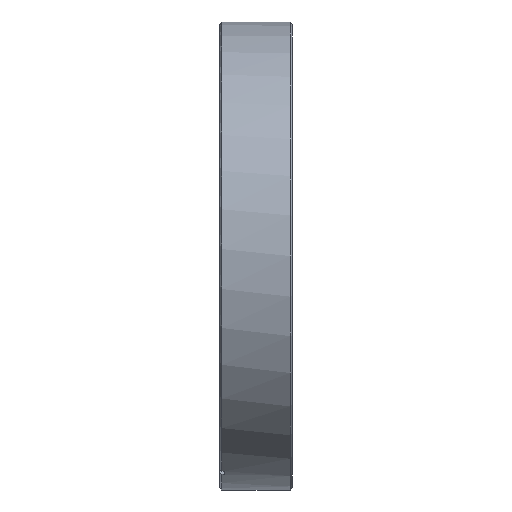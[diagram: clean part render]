
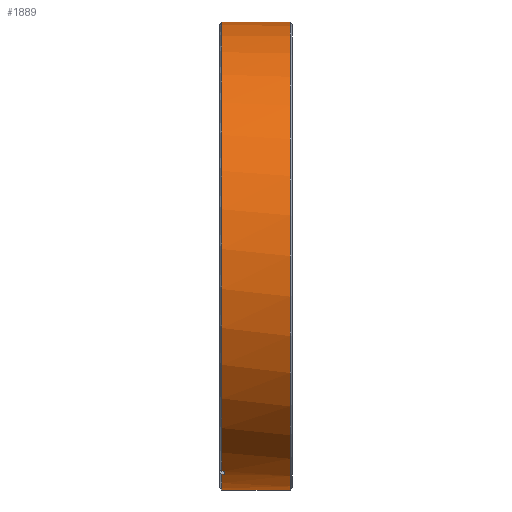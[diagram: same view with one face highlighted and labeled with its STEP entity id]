
A CAD part, left-side view. The second image highlights one B-rep face of the part: STEP entity #1889.
In plain terms, the highlighted cylindrical face has radius 56.75 mm (diameter 113.5 mm), a partial arc.
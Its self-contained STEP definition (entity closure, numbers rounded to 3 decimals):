
#56 = CARTESIAN_POINT ( 'NONE',  ( 0., -17., -56.75 ) ) ;
#75 = CARTESIAN_POINT ( 'NONE',  ( 0., -17., 56.75 ) ) ;
#151 = CARTESIAN_POINT ( 'NONE',  ( 0., -0.5, -56.75 ) ) ;
#385 = DIRECTION ( 'NONE',  ( 0., -1., 0. ) ) ;
#391 = DIRECTION ( 'NONE',  ( 0., 0., -1. ) ) ;
#415 = CARTESIAN_POINT ( 'NONE',  ( 0., -0.5, 0. ) ) ;
#416 = AXIS2_PLACEMENT_3D ( 'NONE', #415, #385, #391 ) ;
#417 = CIRCLE ( 'NONE', #416, 56.75 ) ;
#560 = CARTESIAN_POINT ( 'NONE',  ( -20.324, -0.5, -52.986 ) ) ;
#729 = VECTOR ( 'NONE', #743, 1000. ) ;
#739 = CARTESIAN_POINT ( 'NONE',  ( 0., -24.574, 56.75 ) ) ;
#742 = LINE ( 'NONE', #739, #729 ) ;
#743 = DIRECTION ( 'NONE',  ( 0., -1., 0. ) ) ;
#764 = CARTESIAN_POINT ( 'NONE',  ( -22.178, -1., -52.237 ) ) ;
#851 = CARTESIAN_POINT ( 'NONE',  ( -20.324, -24.574, -52.986 ) ) ;
#852 = LINE ( 'NONE', #851, #857 ) ;
#857 = VECTOR ( 'NONE', #861, 1000. ) ;
#859 = CARTESIAN_POINT ( 'NONE',  ( 0., -17., 0. ) ) ;
#860 = CIRCLE ( 'NONE', #864, 56.75 ) ;
#861 = DIRECTION ( 'NONE',  ( 0., 1., 0. ) ) ;
#862 = DIRECTION ( 'NONE',  ( 0., 0., 1. ) ) ;
#863 = DIRECTION ( 'NONE',  ( 0., 1., 0. ) ) ;
#864 = AXIS2_PLACEMENT_3D ( 'NONE', #859, #863, #862 ) ;
#889 = CARTESIAN_POINT ( 'NONE',  ( -20.324, -1., -52.986 ) ) ;
#1077 = DIRECTION ( 'NONE',  ( 0., 1., 0. ) ) ;
#1079 = CARTESIAN_POINT ( 'NONE',  ( -22.178, -24.574, -52.237 ) ) ;
#1081 = CIRCLE ( 'NONE', #1108, 56.75 ) ;
#1085 = DIRECTION ( 'NONE',  ( 0., 0., 1. ) ) ;
#1086 = VECTOR ( 'NONE', #1087, 1000. ) ;
#1087 = DIRECTION ( 'NONE',  ( 0., -1., 0. ) ) ;
#1089 = CARTESIAN_POINT ( 'NONE',  ( 0., -1., 0. ) ) ;
#1107 = LINE ( 'NONE', #1079, #1086 ) ;
#1108 = AXIS2_PLACEMENT_3D ( 'NONE', #1089, #1077, #1085 ) ;
#1224 = CYLINDRICAL_SURFACE ( 'NONE', #1258, 56.75 ) ;
#1257 = CARTESIAN_POINT ( 'NONE',  ( 0., -0.5, 56.75 ) ) ;
#1258 = AXIS2_PLACEMENT_3D ( 'NONE', #1284, #1275, #1274 ) ;
#1274 = DIRECTION ( 'NONE',  ( 0., 0., -1. ) ) ;
#1275 = DIRECTION ( 'NONE',  ( 0., -1., 0. ) ) ;
#1284 = CARTESIAN_POINT ( 'NONE',  ( 0., -24.574, 0. ) ) ;
#1343 = FACE_OUTER_BOUND ( 'NONE', #1877, .T. ) ;
#1367 = CARTESIAN_POINT ( 'NONE',  ( -22.178, -0.5, -52.237 ) ) ;
#1379 = AXIS2_PLACEMENT_3D ( 'NONE', #1382, #1381, #1384 ) ;
#1381 = DIRECTION ( 'NONE',  ( 0., -1., 0. ) ) ;
#1382 = CARTESIAN_POINT ( 'NONE',  ( 0., -0.5, 0. ) ) ;
#1384 = DIRECTION ( 'NONE',  ( 0., 0., -1. ) ) ;
#1385 = CIRCLE ( 'NONE', #1379, 56.75 ) ;
#1421 = DIRECTION ( 'NONE',  ( 0., -1., 0. ) ) ;
#1423 = VECTOR ( 'NONE', #1421, 1000. ) ;
#1424 = CARTESIAN_POINT ( 'NONE',  ( 0., -24.574, -56.75 ) ) ;
#1431 = LINE ( 'NONE', #1424, #1423 ) ;
#1511 = VERTEX_POINT ( 'NONE', #56 ) ;
#1515 = VERTEX_POINT ( 'NONE', #75 ) ;
#1542 = VERTEX_POINT ( 'NONE', #151 ) ;
#1704 = EDGE_CURVE ( 'NONE', #1709, #1542, #417, .T. ) ;
#1709 = VERTEX_POINT ( 'NONE', #560 ) ;
#1749 = EDGE_CURVE ( 'NONE', #2037, #1968, #1081, .T. ) ;
#1750 = ORIENTED_EDGE ( 'NONE', *, *, #1939, .F. ) ;
#1751 = EDGE_CURVE ( 'NONE', #1878, #1968, #1107, .T. ) ;
#1752 = ORIENTED_EDGE ( 'NONE', *, *, #1704, .T. ) ;
#1768 = ORIENTED_EDGE ( 'NONE', *, *, #1934, .T. ) ;
#1770 = ORIENTED_EDGE ( 'NONE', *, *, #2032, .T. ) ;
#1774 = ORIENTED_EDGE ( 'NONE', *, *, #2035, .T. ) ;
#1831 = VERTEX_POINT ( 'NONE', #1257 ) ;
#1877 = EDGE_LOOP ( 'NONE', ( #1750, #2047, #1945, #1943, #1774, #1752, #1768, #1770 ) ) ;
#1878 = VERTEX_POINT ( 'NONE', #1367 ) ;
#1889 = ADVANCED_FACE ( 'NONE', ( #1343 ), #1224, .T. ) ;
#1913 = EDGE_CURVE ( 'NONE', #1831, #1878, #1385, .T. ) ;
#1934 = EDGE_CURVE ( 'NONE', #1542, #1511, #1431, .T. ) ;
#1939 = EDGE_CURVE ( 'NONE', #1831, #1515, #742, .T. ) ;
#1943 = ORIENTED_EDGE ( 'NONE', *, *, #1749, .F. ) ;
#1945 = ORIENTED_EDGE ( 'NONE', *, *, #1751, .T. ) ;
#1968 = VERTEX_POINT ( 'NONE', #764 ) ;
#2032 = EDGE_CURVE ( 'NONE', #1511, #1515, #860, .T. ) ;
#2035 = EDGE_CURVE ( 'NONE', #2037, #1709, #852, .T. ) ;
#2037 = VERTEX_POINT ( 'NONE', #889 ) ;
#2047 = ORIENTED_EDGE ( 'NONE', *, *, #1913, .T. ) ;
